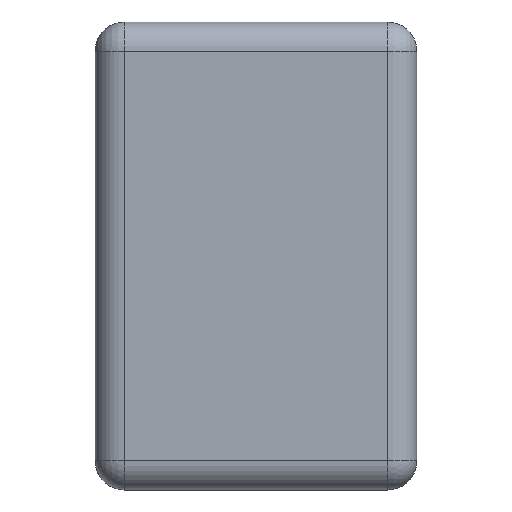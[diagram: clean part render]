
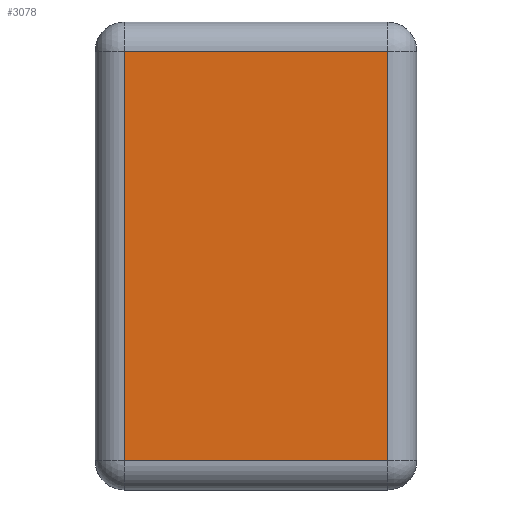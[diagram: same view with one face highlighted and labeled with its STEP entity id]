
A CAD part, left-side view. The second image highlights one B-rep face of the part: STEP entity #3078.
In plain terms, the highlighted planar face has unit normal (-1, 0, 0).
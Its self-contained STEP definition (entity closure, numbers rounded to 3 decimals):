
#855 = AXIS2_PLACEMENT_3D ( 'NONE', #3252, #3243, #3273 ) ;
#867 = FACE_OUTER_BOUND ( 'NONE', #5176, .T. ) ;
#1817 = LINE ( 'NONE', #1818, #4663 ) ;
#1818 = CARTESIAN_POINT ( 'NONE',  ( -1.6, 0.55, 0.7 ) ) ;
#1819 = DIRECTION ( 'NONE',  ( 0., 1., 0. ) ) ;
#1820 = LINE ( 'NONE', #1821, #4779 ) ;
#1821 = CARTESIAN_POINT ( 'NONE',  ( -1.6, -0.45, 0.8 ) ) ;
#1822 = DIRECTION ( 'NONE',  ( 0., 0., 1. ) ) ;
#2116 = VERTEX_POINT ( 'NONE', #2975 ) ;
#2153 = VERTEX_POINT ( 'NONE', #2950 ) ;
#2735 = VERTEX_POINT ( 'NONE', #2913 ) ;
#2758 = VERTEX_POINT ( 'NONE', #2837 ) ;
#2837 = CARTESIAN_POINT ( 'NONE',  ( -1.6, -0.45, -0.7 ) ) ;
#2913 = CARTESIAN_POINT ( 'NONE',  ( -1.6, 0.45, 0.7 ) ) ;
#2950 = CARTESIAN_POINT ( 'NONE',  ( -1.6, -0.45, 0.7 ) ) ;
#2975 = CARTESIAN_POINT ( 'NONE',  ( -1.6, 0.45, -0.7 ) ) ;
#3078 = ADVANCED_FACE ( 'NONE', ( #867 ), #3276, .F. ) ;
#3243 = DIRECTION ( 'NONE',  ( 1., 0., 0. ) ) ;
#3252 = CARTESIAN_POINT ( 'NONE',  ( -1.6, 0.55, 0.8 ) ) ;
#3273 = DIRECTION ( 'NONE',  ( 0., 0., -1. ) ) ;
#3276 = PLANE ( 'NONE',  #855 ) ;
#3307 = ORIENTED_EDGE ( 'NONE', *, *, #4235, .T. ) ;
#3308 = ORIENTED_EDGE ( 'NONE', *, *, #4222, .T. ) ;
#3309 = ORIENTED_EDGE ( 'NONE', *, *, #4236, .T. ) ;
#3312 = ORIENTED_EDGE ( 'NONE', *, *, #4221, .T. ) ;
#4221 = EDGE_CURVE ( 'NONE', #2735, #2116, #4380, .T. ) ;
#4222 = EDGE_CURVE ( 'NONE', #2116, #2758, #4383, .T. ) ;
#4235 = EDGE_CURVE ( 'NONE', #2153, #2735, #1817, .T. ) ;
#4236 = EDGE_CURVE ( 'NONE', #2758, #2153, #1820, .T. ) ;
#4380 = LINE ( 'NONE', #4381, #4680 ) ;
#4381 = CARTESIAN_POINT ( 'NONE',  ( -1.6, 0.45, 0.8 ) ) ;
#4382 = DIRECTION ( 'NONE',  ( 0., 0., -1. ) ) ;
#4383 = LINE ( 'NONE', #4384, #4743 ) ;
#4384 = CARTESIAN_POINT ( 'NONE',  ( -1.6, 0.55, -0.7 ) ) ;
#4385 = DIRECTION ( 'NONE',  ( 0., -1., 0. ) ) ;
#4663 = VECTOR ( 'NONE', #1819, 1000. ) ;
#4680 = VECTOR ( 'NONE', #4382, 1000. ) ;
#4743 = VECTOR ( 'NONE', #4385, 1000. ) ;
#4779 = VECTOR ( 'NONE', #1822, 1000. ) ;
#5176 = EDGE_LOOP ( 'NONE', ( #3312, #3308, #3309, #3307 ) ) ;
